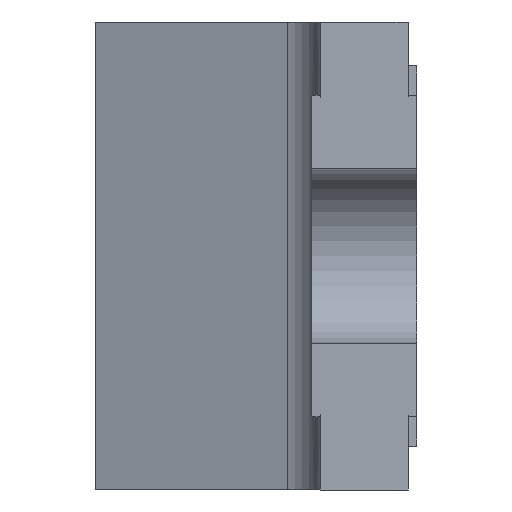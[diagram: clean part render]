
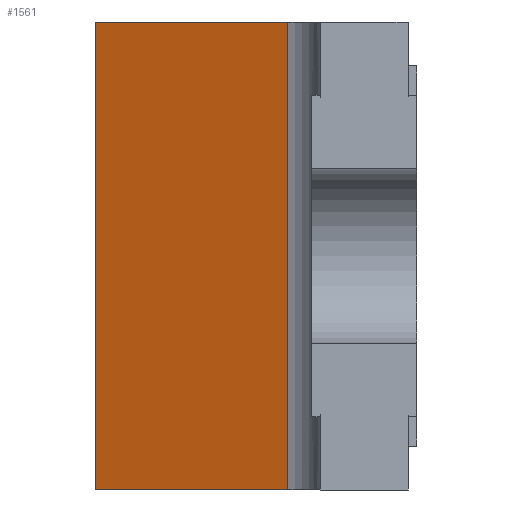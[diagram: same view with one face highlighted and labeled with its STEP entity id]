
A CAD part, left-side view. The second image highlights one B-rep face of the part: STEP entity #1561.
In plain terms, the highlighted planar face has unit normal (-0.94, 0.342, 0).
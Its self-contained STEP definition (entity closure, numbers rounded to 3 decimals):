
#3 = VECTOR ( 'NONE', #8, 1000. ) ;
#8 = DIRECTION ( 'NONE',  ( -0.342, -0.94, 0. ) ) ;
#24 = ORIENTED_EDGE ( 'NONE', *, *, #420, .T. ) ;
#105 = ORIENTED_EDGE ( 'NONE', *, *, #306, .F. ) ;
#126 = CARTESIAN_POINT ( 'NONE',  ( -0.52, 0.131, 0.4 ) ) ;
#136 = VERTEX_POINT ( 'NONE', #970 ) ;
#295 = LINE ( 'NONE', #1343, #891 ) ;
#305 = LINE ( 'NONE', #515, #3 ) ;
#306 = EDGE_CURVE ( 'NONE', #1500, #842, #1659, .T. ) ;
#408 = DIRECTION ( 'NONE',  ( 0.342, 0.94, 0. ) ) ;
#420 = EDGE_CURVE ( 'NONE', #136, #682, #305, .T. ) ;
#515 = CARTESIAN_POINT ( 'NONE',  ( -0.52, 0.131, -0.4 ) ) ;
#525 = EDGE_CURVE ( 'NONE', #842, #682, #1338, .T. ) ;
#609 = EDGE_LOOP ( 'NONE', ( #24, #630, #105, #759 ) ) ;
#630 = ORIENTED_EDGE ( 'NONE', *, *, #525, .F. ) ;
#682 = VERTEX_POINT ( 'NONE', #719 ) ;
#719 = CARTESIAN_POINT ( 'NONE',  ( -0.52, 0.131, -0.4 ) ) ;
#759 = ORIENTED_EDGE ( 'NONE', *, *, #1720, .T. ) ;
#781 = DIRECTION ( 'NONE',  ( -0.342, -0.94, 0. ) ) ;
#842 = VERTEX_POINT ( 'NONE', #1744 ) ;
#872 = VECTOR ( 'NONE', #781, 1000. ) ;
#891 = VECTOR ( 'NONE', #1231, 1000. ) ;
#917 = DIRECTION ( 'NONE',  ( 0.94, -0.342, 0. ) ) ;
#956 = FACE_OUTER_BOUND ( 'NONE', #609, .T. ) ;
#960 = DIRECTION ( 'NONE',  ( 0., 0., -1. ) ) ;
#970 = CARTESIAN_POINT ( 'NONE',  ( -0.4, 0.46, -0.4 ) ) ;
#1074 = CARTESIAN_POINT ( 'NONE',  ( -0.52, 0.131, 0.4 ) ) ;
#1231 = DIRECTION ( 'NONE',  ( 0., 0., -1. ) ) ;
#1278 = CARTESIAN_POINT ( 'NONE',  ( -0.52, 0.131, 0.4 ) ) ;
#1294 = CARTESIAN_POINT ( 'NONE',  ( -0.4, 0.46, 0.4 ) ) ;
#1338 = LINE ( 'NONE', #126, #1550 ) ;
#1343 = CARTESIAN_POINT ( 'NONE',  ( -0.4, 0.46, 0.4 ) ) ;
#1500 = VERTEX_POINT ( 'NONE', #1294 ) ;
#1509 = PLANE ( 'NONE',  #1647 ) ;
#1550 = VECTOR ( 'NONE', #960, 1000. ) ;
#1561 = ADVANCED_FACE ( 'NONE', ( #956 ), #1509, .F. ) ;
#1647 = AXIS2_PLACEMENT_3D ( 'NONE', #1074, #917, #408 ) ;
#1659 = LINE ( 'NONE', #1278, #872 ) ;
#1720 = EDGE_CURVE ( 'NONE', #1500, #136, #295, .T. ) ;
#1744 = CARTESIAN_POINT ( 'NONE',  ( -0.52, 0.131, 0.4 ) ) ;
